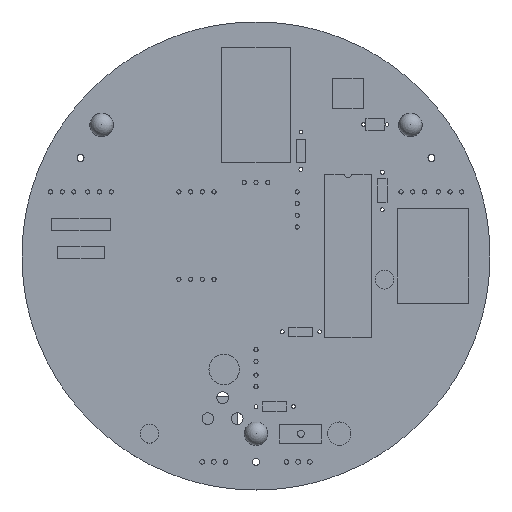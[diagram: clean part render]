
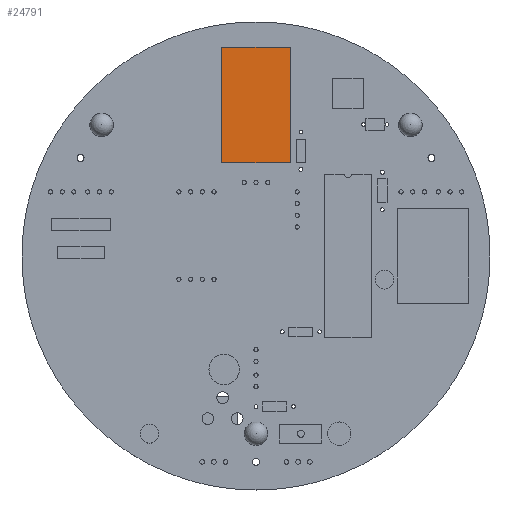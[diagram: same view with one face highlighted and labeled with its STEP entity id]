
A CAD part, top view. The second image highlights one B-rep face of the part: STEP entity #24791.
In plain terms, the highlighted planar face has unit normal (0, 0, 1).
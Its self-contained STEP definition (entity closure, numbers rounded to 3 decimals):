
#24477 = VERTEX_POINT('',#24478);
#24478 = CARTESIAN_POINT('',(-7.35,-12.35,3.));
#24485 = PLANE('',#24486);
#24486 = AXIS2_PLACEMENT_3D('',#24487,#24488,#24489);
#24487 = CARTESIAN_POINT('',(-7.35,-12.35,0.));
#24488 = DIRECTION('',(-1.,0.,0.));
#24489 = DIRECTION('',(0.,1.,0.));
#24497 = PLANE('',#24498);
#24498 = AXIS2_PLACEMENT_3D('',#24499,#24500,#24501);
#24499 = CARTESIAN_POINT('',(7.35,-12.35,0.));
#24500 = DIRECTION('',(0.,-1.,0.));
#24501 = DIRECTION('',(-1.,0.,0.));
#24509 = EDGE_CURVE('',#24477,#24510,#24512,.T.);
#24510 = VERTEX_POINT('',#24511);
#24511 = CARTESIAN_POINT('',(-7.35,12.35,3.));
#24512 = SURFACE_CURVE('',#24513,(#24517,#24524),.PCURVE_S1.);
#24513 = LINE('',#24514,#24515);
#24514 = CARTESIAN_POINT('',(-7.35,-12.35,3.));
#24515 = VECTOR('',#24516,1.);
#24516 = DIRECTION('',(0.,1.,0.));
#24517 = PCURVE('',#24485,#24518);
#24518 = DEFINITIONAL_REPRESENTATION('',(#24519),#24523);
#24519 = LINE('',#24520,#24521);
#24520 = CARTESIAN_POINT('',(0.,-3.));
#24521 = VECTOR('',#24522,1.);
#24522 = DIRECTION('',(1.,0.));
#24523 = ( GEOMETRIC_REPRESENTATION_CONTEXT(2) 
PARAMETRIC_REPRESENTATION_CONTEXT() REPRESENTATION_CONTEXT('2D SPACE',''
  ) );
#24524 = PCURVE('',#24525,#24530);
#24525 = PLANE('',#24526);
#24526 = AXIS2_PLACEMENT_3D('',#24527,#24528,#24529);
#24527 = CARTESIAN_POINT('',(-7.35,-12.35,3.));
#24528 = DIRECTION('',(0.,0.,1.));
#24529 = DIRECTION('',(1.,0.,0.));
#24530 = DEFINITIONAL_REPRESENTATION('',(#24531),#24535);
#24531 = LINE('',#24532,#24533);
#24532 = CARTESIAN_POINT('',(0.,0.));
#24533 = VECTOR('',#24534,1.);
#24534 = DIRECTION('',(0.,1.));
#24535 = ( GEOMETRIC_REPRESENTATION_CONTEXT(2) 
PARAMETRIC_REPRESENTATION_CONTEXT() REPRESENTATION_CONTEXT('2D SPACE',''
  ) );
#24553 = PLANE('',#24554);
#24554 = AXIS2_PLACEMENT_3D('',#24555,#24556,#24557);
#24555 = CARTESIAN_POINT('',(-7.35,12.35,0.));
#24556 = DIRECTION('',(0.,1.,0.));
#24557 = DIRECTION('',(1.,0.,0.));
#24595 = EDGE_CURVE('',#24510,#24596,#24598,.T.);
#24596 = VERTEX_POINT('',#24597);
#24597 = CARTESIAN_POINT('',(7.35,12.35,3.));
#24598 = SURFACE_CURVE('',#24599,(#24603,#24610),.PCURVE_S1.);
#24599 = LINE('',#24600,#24601);
#24600 = CARTESIAN_POINT('',(-7.35,12.35,3.));
#24601 = VECTOR('',#24602,1.);
#24602 = DIRECTION('',(1.,0.,0.));
#24603 = PCURVE('',#24553,#24604);
#24604 = DEFINITIONAL_REPRESENTATION('',(#24605),#24609);
#24605 = LINE('',#24606,#24607);
#24606 = CARTESIAN_POINT('',(0.,-3.));
#24607 = VECTOR('',#24608,1.);
#24608 = DIRECTION('',(1.,0.));
#24609 = ( GEOMETRIC_REPRESENTATION_CONTEXT(2) 
PARAMETRIC_REPRESENTATION_CONTEXT() REPRESENTATION_CONTEXT('2D SPACE',''
  ) );
#24610 = PCURVE('',#24525,#24611);
#24611 = DEFINITIONAL_REPRESENTATION('',(#24612),#24616);
#24612 = LINE('',#24613,#24614);
#24613 = CARTESIAN_POINT('',(0.,24.7));
#24614 = VECTOR('',#24615,1.);
#24615 = DIRECTION('',(1.,0.));
#24616 = ( GEOMETRIC_REPRESENTATION_CONTEXT(2) 
PARAMETRIC_REPRESENTATION_CONTEXT() REPRESENTATION_CONTEXT('2D SPACE',''
  ) );
#24634 = PLANE('',#24635);
#24635 = AXIS2_PLACEMENT_3D('',#24636,#24637,#24638);
#24636 = CARTESIAN_POINT('',(7.35,12.35,0.));
#24637 = DIRECTION('',(1.,0.,0.));
#24638 = DIRECTION('',(0.,-1.,0.));
#24671 = EDGE_CURVE('',#24596,#24672,#24674,.T.);
#24672 = VERTEX_POINT('',#24673);
#24673 = CARTESIAN_POINT('',(7.35,-12.35,3.));
#24674 = SURFACE_CURVE('',#24675,(#24679,#24686),.PCURVE_S1.);
#24675 = LINE('',#24676,#24677);
#24676 = CARTESIAN_POINT('',(7.35,12.35,3.));
#24677 = VECTOR('',#24678,1.);
#24678 = DIRECTION('',(0.,-1.,0.));
#24679 = PCURVE('',#24634,#24680);
#24680 = DEFINITIONAL_REPRESENTATION('',(#24681),#24685);
#24681 = LINE('',#24682,#24683);
#24682 = CARTESIAN_POINT('',(0.,-3.));
#24683 = VECTOR('',#24684,1.);
#24684 = DIRECTION('',(1.,0.));
#24685 = ( GEOMETRIC_REPRESENTATION_CONTEXT(2) 
PARAMETRIC_REPRESENTATION_CONTEXT() REPRESENTATION_CONTEXT('2D SPACE',''
  ) );
#24686 = PCURVE('',#24525,#24687);
#24687 = DEFINITIONAL_REPRESENTATION('',(#24688),#24692);
#24688 = LINE('',#24689,#24690);
#24689 = CARTESIAN_POINT('',(14.7,24.7));
#24690 = VECTOR('',#24691,1.);
#24691 = DIRECTION('',(0.,-1.));
#24692 = ( GEOMETRIC_REPRESENTATION_CONTEXT(2) 
PARAMETRIC_REPRESENTATION_CONTEXT() REPRESENTATION_CONTEXT('2D SPACE',''
  ) );
#24742 = EDGE_CURVE('',#24672,#24477,#24743,.T.);
#24743 = SURFACE_CURVE('',#24744,(#24748,#24755),.PCURVE_S1.);
#24744 = LINE('',#24745,#24746);
#24745 = CARTESIAN_POINT('',(7.35,-12.35,3.));
#24746 = VECTOR('',#24747,1.);
#24747 = DIRECTION('',(-1.,0.,0.));
#24748 = PCURVE('',#24497,#24749);
#24749 = DEFINITIONAL_REPRESENTATION('',(#24750),#24754);
#24750 = LINE('',#24751,#24752);
#24751 = CARTESIAN_POINT('',(0.,-3.));
#24752 = VECTOR('',#24753,1.);
#24753 = DIRECTION('',(1.,0.));
#24754 = ( GEOMETRIC_REPRESENTATION_CONTEXT(2) 
PARAMETRIC_REPRESENTATION_CONTEXT() REPRESENTATION_CONTEXT('2D SPACE',''
  ) );
#24755 = PCURVE('',#24525,#24756);
#24756 = DEFINITIONAL_REPRESENTATION('',(#24757),#24761);
#24757 = LINE('',#24758,#24759);
#24758 = CARTESIAN_POINT('',(14.7,0.));
#24759 = VECTOR('',#24760,1.);
#24760 = DIRECTION('',(-1.,0.));
#24761 = ( GEOMETRIC_REPRESENTATION_CONTEXT(2) 
PARAMETRIC_REPRESENTATION_CONTEXT() REPRESENTATION_CONTEXT('2D SPACE',''
  ) );
#24791 = ADVANCED_FACE('',(#24792),#24525,.T.);
#24792 = FACE_BOUND('',#24793,.F.);
#24793 = EDGE_LOOP('',(#24794,#24795,#24796,#24797));
#24794 = ORIENTED_EDGE('',*,*,#24509,.T.);
#24795 = ORIENTED_EDGE('',*,*,#24595,.T.);
#24796 = ORIENTED_EDGE('',*,*,#24671,.T.);
#24797 = ORIENTED_EDGE('',*,*,#24742,.T.);
